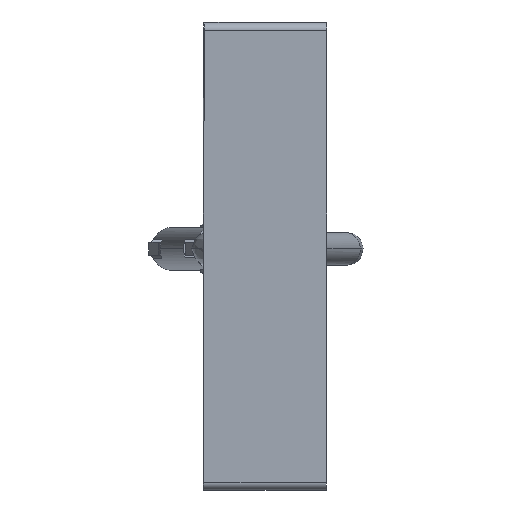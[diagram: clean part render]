
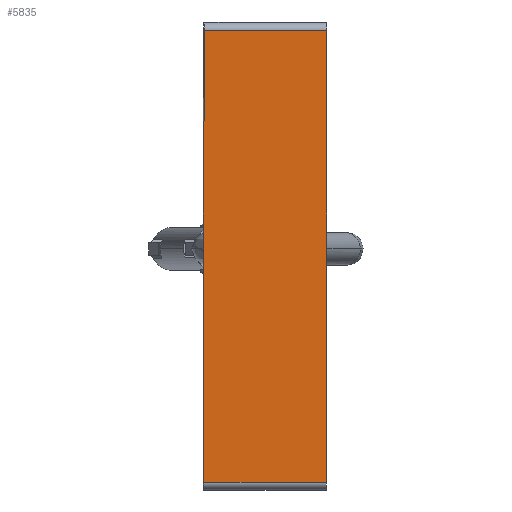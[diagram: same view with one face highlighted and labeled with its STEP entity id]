
A CAD part, front view. The second image highlights one B-rep face of the part: STEP entity #5835.
In plain terms, the highlighted face is planar.
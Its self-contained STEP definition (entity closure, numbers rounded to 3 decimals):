
#251 = ORIENTED_EDGE ( 'NONE', *, *, #3487, .T. ) ;
#434 = CARTESIAN_POINT ( 'NONE',  ( 29., -3.9, 7.875 ) ) ;
#443 = CARTESIAN_POINT ( 'NONE',  ( -30., -3.9, 7.875 ) ) ;
#445 = ORIENTED_EDGE ( 'NONE', *, *, #3094, .T. ) ;
#1025 = ORIENTED_EDGE ( 'NONE', *, *, #5146, .T. ) ;
#1158 = VECTOR ( 'NONE', #2504, 1000. ) ;
#1194 = CARTESIAN_POINT ( 'NONE',  ( -29., -3.9, -7.875 ) ) ;
#1294 = DIRECTION ( 'NONE',  ( 0., -1., 0. ) ) ;
#1383 = FACE_OUTER_BOUND ( 'NONE', #3257, .T. ) ;
#1664 = LINE ( 'NONE', #434, #6172 ) ;
#1770 = PLANE ( 'NONE',  #5578 ) ;
#1801 = LINE ( 'NONE', #1891, #2674 ) ;
#1891 = CARTESIAN_POINT ( 'NONE',  ( -30., -3.9, -7.875 ) ) ;
#1945 = DIRECTION ( 'NONE',  ( 0., 0., 1. ) ) ;
#1956 = VERTEX_POINT ( 'NONE', #3781 ) ;
#2504 = DIRECTION ( 'NONE',  ( -1., 0., 0. ) ) ;
#2674 = VECTOR ( 'NONE', #4882, 1000. ) ;
#2752 = CARTESIAN_POINT ( 'NONE',  ( 0., -3.9, 0. ) ) ;
#2816 = DIRECTION ( 'NONE',  ( 0., 0., -1. ) ) ;
#2832 = VERTEX_POINT ( 'NONE', #1194 ) ;
#3094 = EDGE_CURVE ( 'NONE', #2832, #3201, #1801, .T. ) ;
#3201 = VERTEX_POINT ( 'NONE', #5507 ) ;
#3252 = CARTESIAN_POINT ( 'NONE',  ( -29., -3.9, -7.875 ) ) ;
#3257 = EDGE_LOOP ( 'NONE', ( #1025, #251, #445, #5800 ) ) ;
#3487 = EDGE_CURVE ( 'NONE', #5794, #2832, #5408, .T. ) ;
#3781 = CARTESIAN_POINT ( 'NONE',  ( 29., -3.9, 7.875 ) ) ;
#3813 = EDGE_CURVE ( 'NONE', #3201, #1956, #1664, .T. ) ;
#4115 = VECTOR ( 'NONE', #5720, 1000. ) ;
#4882 = DIRECTION ( 'NONE',  ( 1., 0., 0. ) ) ;
#5118 = LINE ( 'NONE', #443, #1158 ) ;
#5146 = EDGE_CURVE ( 'NONE', #1956, #5794, #5118, .T. ) ;
#5151 = CARTESIAN_POINT ( 'NONE',  ( -29., -3.9, 7.875 ) ) ;
#5408 = LINE ( 'NONE', #3252, #4115 ) ;
#5507 = CARTESIAN_POINT ( 'NONE',  ( 29., -3.9, -7.875 ) ) ;
#5578 = AXIS2_PLACEMENT_3D ( 'NONE', #2752, #1294, #2816 ) ;
#5720 = DIRECTION ( 'NONE',  ( 0., 0., -1. ) ) ;
#5794 = VERTEX_POINT ( 'NONE', #5151 ) ;
#5800 = ORIENTED_EDGE ( 'NONE', *, *, #3813, .T. ) ;
#5835 = ADVANCED_FACE ( 'NONE', ( #1383 ), #1770, .T. ) ;
#6172 = VECTOR ( 'NONE', #1945, 1000. ) ;
